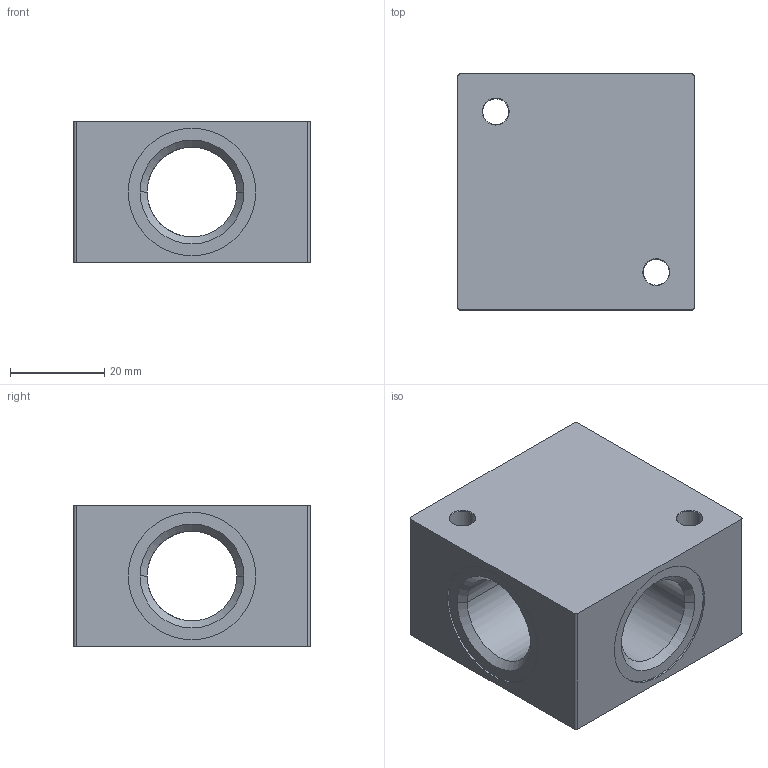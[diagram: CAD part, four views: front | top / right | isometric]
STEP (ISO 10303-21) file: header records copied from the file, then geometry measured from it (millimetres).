
FILE_DESCRIPTION (( 'STEP AP203' ), '1' );
FILE_NAME ('05190004.STEP', '2016-05-12T14:20:30', ( '' ), ( '' ), 'SwSTEP 2.0', 'SolidWorks 2015', '' );
FILE_SCHEMA (( 'CONFIG_CONTROL_DESIGN' ));
Length unit declared in the file: millimetre
Products named in the file (1): 05190004
Bounding box: 50 x 50 x 30 mm (x, y, z)
Volume: 49042.3 mm3; surface area: 15144.6 mm2
Topology: 1 solids, 1 shells, 50 faces, 116 edges, 70 vertices
Faces by surface type: cylinder 24, cone 16, plane 10
Entity records: 1517 total; most frequent: DIRECTION 266, CARTESIAN_POINT 261, ORIENTED_EDGE 232, EDGE_CURVE 116, AXIS2_PLACEMENT_3D 107, VERTEX_POINT 70, EDGE_LOOP 62, CIRCLE 56
